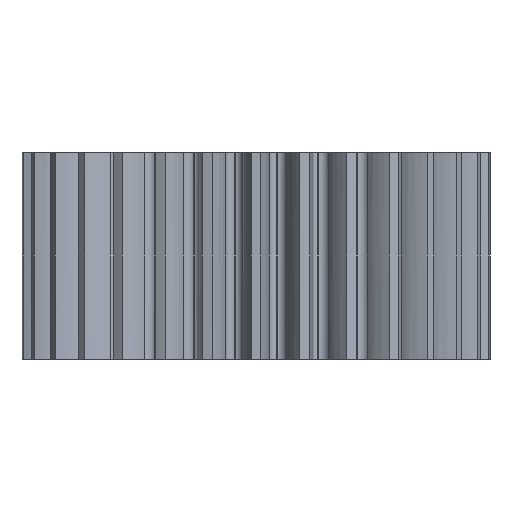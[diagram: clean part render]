
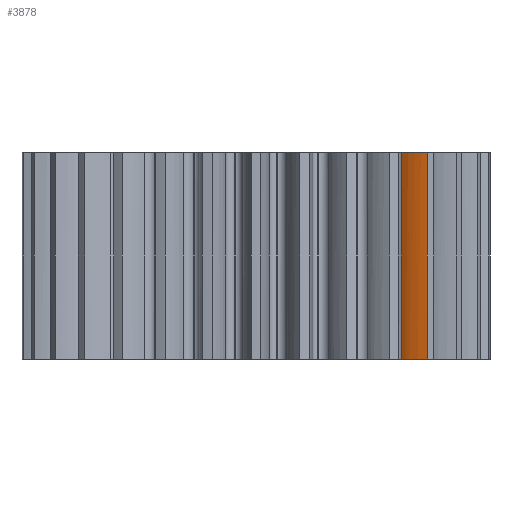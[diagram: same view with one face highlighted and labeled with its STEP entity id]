
A CAD part, left-side view. The second image highlights one B-rep face of the part: STEP entity #3878.
In plain terms, the highlighted free-form (B-spline) face has degree [3, 1] with [7, 2] control points.
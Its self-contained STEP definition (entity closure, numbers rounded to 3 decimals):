
#401=FACE_OUTER_BOUND('',#616,.T.);
#616=EDGE_LOOP('',(#2841,#2842,#2843,#2844));
#841=LINE('',#8088,#1046);
#842=LINE('',#8113,#1047);
#1046=VECTOR('',#4592,10.);
#1047=VECTOR('',#4595,10.);
#1286=B_SPLINE_CURVE_WITH_KNOTS('',3,(#8105,#8106,#8107,#8108,#8109,#8110,
#8111),.UNSPECIFIED.,.F.,.F.,(4,3,4),(0.044,0.505,
0.986),.UNSPECIFIED.);
#1287=B_SPLINE_CURVE_WITH_KNOTS('',3,(#8114,#8115,#8116,#8117,#8118,#8119,
#8120),.UNSPECIFIED.,.F.,.F.,(4,3,4),(-0.986,-0.505,
-0.044),.UNSPECIFIED.);
#1602=VERTEX_POINT('',#8085);
#1603=VERTEX_POINT('',#8087);
#1604=VERTEX_POINT('',#8104);
#1605=VERTEX_POINT('',#8112);
#2114=EDGE_CURVE('',#1602,#1603,#841,.T.);
#2116=EDGE_CURVE('',#1604,#1602,#1286,.T.);
#2117=EDGE_CURVE('',#1604,#1605,#842,.T.);
#2118=EDGE_CURVE('',#1603,#1605,#1287,.T.);
#2841=ORIENTED_EDGE('',*,*,#2116,.F.);
#2842=ORIENTED_EDGE('',*,*,#2117,.T.);
#2843=ORIENTED_EDGE('',*,*,#2118,.F.);
#2844=ORIENTED_EDGE('',*,*,#2114,.F.);
#3722=B_SPLINE_SURFACE_WITH_KNOTS('',3,1,((#8090,#8091),(#8092,#8093),(#8094,
#8095),(#8096,#8097),(#8098,#8099),(#8100,#8101),(#8102,#8103)),
 .UNSPECIFIED.,.F.,.F.,.F.,(4,3,4),(2,2),(0.044,0.505,
0.986),(0.,1.4),.UNSPECIFIED.);
#3878=ADVANCED_FACE('',(#401),#3722,.F.);
#4592=DIRECTION('',(0.,0.,-1.));
#4595=DIRECTION('',(0.,0.,-1.));
#8085=CARTESIAN_POINT('',(-10.921,-11.625,14.));
#8087=CARTESIAN_POINT('',(-10.921,-11.625,0.));
#8088=CARTESIAN_POINT('',(-10.921,-11.625,14.));
#8090=CARTESIAN_POINT('Ctrl Pts',(-10.133,-9.913,14.));
#8091=CARTESIAN_POINT('Ctrl Pts',(-10.133,-9.913,0.));
#8092=CARTESIAN_POINT('Ctrl Pts',(-10.312,-10.134,14.));
#8093=CARTESIAN_POINT('Ctrl Pts',(-10.312,-10.134,0.));
#8094=CARTESIAN_POINT('Ctrl Pts',(-10.462,-10.407,14.));
#8095=CARTESIAN_POINT('Ctrl Pts',(-10.462,-10.407,0.));
#8096=CARTESIAN_POINT('Ctrl Pts',(-10.589,-10.689,14.));
#8097=CARTESIAN_POINT('Ctrl Pts',(-10.589,-10.689,0.));
#8098=CARTESIAN_POINT('Ctrl Pts',(-10.722,-10.984,14.));
#8099=CARTESIAN_POINT('Ctrl Pts',(-10.722,-10.984,0.));
#8100=CARTESIAN_POINT('Ctrl Pts',(-10.832,-11.298,14.));
#8101=CARTESIAN_POINT('Ctrl Pts',(-10.832,-11.298,0.));
#8102=CARTESIAN_POINT('Ctrl Pts',(-10.921,-11.625,14.));
#8103=CARTESIAN_POINT('Ctrl Pts',(-10.921,-11.625,0.));
#8104=CARTESIAN_POINT('',(-10.133,-9.913,14.));
#8105=CARTESIAN_POINT('Ctrl Pts',(-10.133,-9.913,14.));
#8106=CARTESIAN_POINT('Ctrl Pts',(-10.312,-10.134,14.));
#8107=CARTESIAN_POINT('Ctrl Pts',(-10.462,-10.407,14.));
#8108=CARTESIAN_POINT('Ctrl Pts',(-10.589,-10.689,14.));
#8109=CARTESIAN_POINT('Ctrl Pts',(-10.722,-10.984,14.));
#8110=CARTESIAN_POINT('Ctrl Pts',(-10.832,-11.298,14.));
#8111=CARTESIAN_POINT('Ctrl Pts',(-10.921,-11.625,14.));
#8112=CARTESIAN_POINT('',(-10.133,-9.913,0.));
#8113=CARTESIAN_POINT('',(-10.133,-9.913,14.));
#8114=CARTESIAN_POINT('Ctrl Pts',(-10.921,-11.625,0.));
#8115=CARTESIAN_POINT('Ctrl Pts',(-10.832,-11.298,0.));
#8116=CARTESIAN_POINT('Ctrl Pts',(-10.722,-10.984,0.));
#8117=CARTESIAN_POINT('Ctrl Pts',(-10.589,-10.689,0.));
#8118=CARTESIAN_POINT('Ctrl Pts',(-10.462,-10.407,0.));
#8119=CARTESIAN_POINT('Ctrl Pts',(-10.312,-10.134,0.));
#8120=CARTESIAN_POINT('Ctrl Pts',(-10.133,-9.913,0.));
